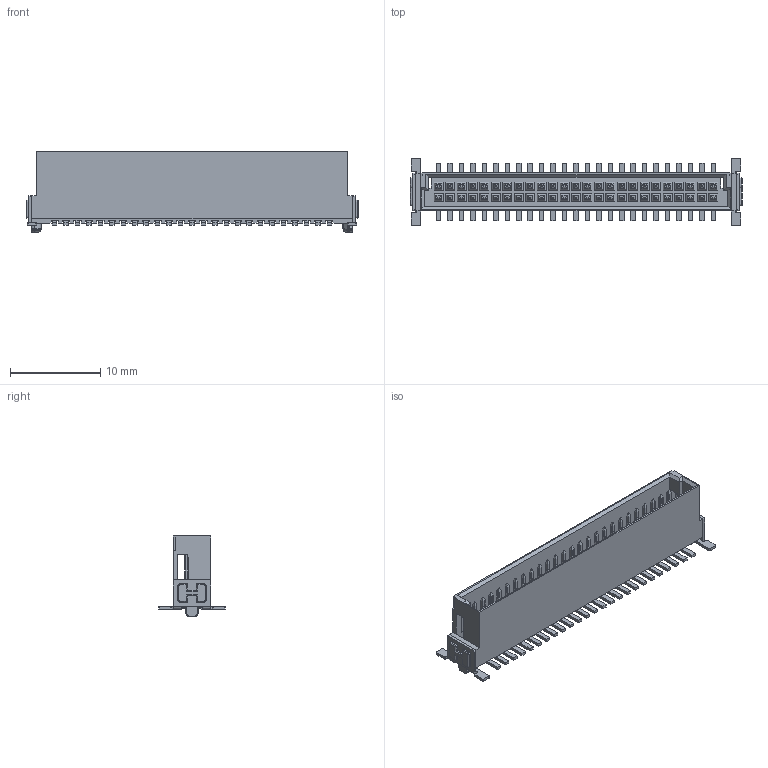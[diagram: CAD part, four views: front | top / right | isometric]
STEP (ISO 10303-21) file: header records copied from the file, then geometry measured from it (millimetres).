
FILE_DESCRIPTION(('CATIA V5 STEP Exchange','CAx-IF Rec.Pracs.--- Model Styling and Organization---1.4--- 2014-01-23'),'2;1');
FILE_NAME ('1254385-2_0_2747130000_2747130000.stp','2020-10-07T06:46:25+00:00',('none'),('Weidmueller'),'CATIA Version 5-6 Release 2016 SP3 HF44','CATIA V5 STEP AP214','none');
FILE_SCHEMA(('AUTOMOTIVE_DESIGN { 1 0 10303 214 1 1 1 1 }'));
Products named in the file (1): 2747130000
Bounding box: 36.83 x 7.4 x 8.88 mm (x, y, z)
Volume: 612.9 mm3; surface area: 1936.2 mm2
Topology: 5 solids, 5 shells, 3246 faces, 8436 edges, 5537 vertices
Faces by surface type: plane 1998, cylinder 745, extrusion 200, bspline 154, torus 118, cone 23, sphere 8
Entity records: 114387 total; most frequent: CARTESIAN_POINT 41861, ORIENTED_EDGE 16864, DIRECTION 10554, EDGE_CURVE 8432, VECTOR 6037, LINE 5837, VERTEX_POINT 5537, EDGE_LOOP 3607
